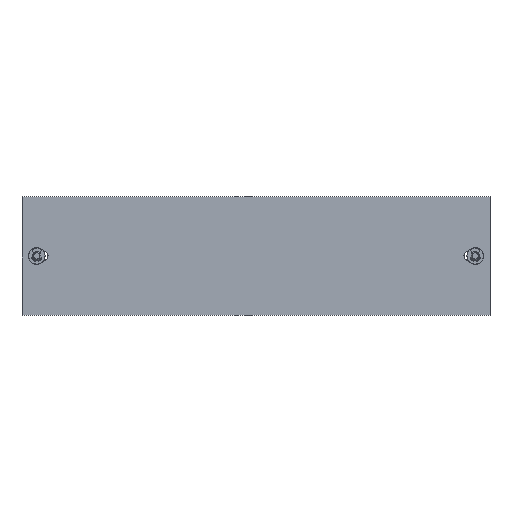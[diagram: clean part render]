
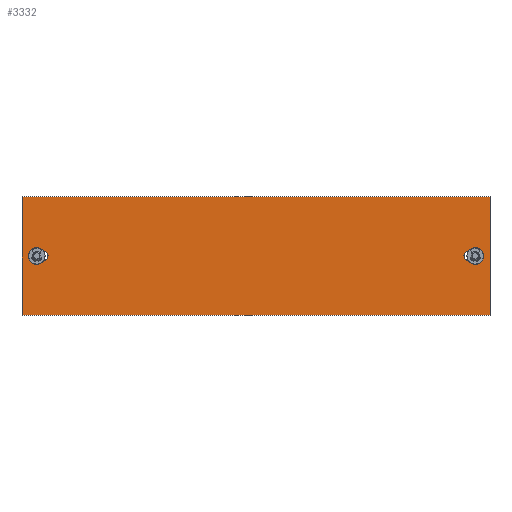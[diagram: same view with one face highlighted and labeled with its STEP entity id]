
A CAD part, top view. The second image highlights one B-rep face of the part: STEP entity #3332.
In plain terms, the highlighted planar face has unit normal (0, 0, 1).
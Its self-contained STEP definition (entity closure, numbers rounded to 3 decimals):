
#79=DIRECTION('',(1.,0.,0.));
#80=VECTOR('',#79,197.7);
#81=CARTESIAN_POINT('',(0.,0.,2.));
#82=LINE('',#81,#80);
#83=DIRECTION('',(0.,-1.,0.));
#84=VECTOR('',#83,50.);
#85=CARTESIAN_POINT('',(0.,50.,2.));
#86=LINE('',#85,#84);
#87=DIRECTION('',(-1.,0.,0.));
#88=VECTOR('',#87,197.7);
#89=CARTESIAN_POINT('',(197.7,50.,2.));
#90=LINE('',#89,#88);
#91=DIRECTION('',(0.,1.,0.));
#92=VECTOR('',#91,50.);
#93=CARTESIAN_POINT('',(197.7,0.,2.));
#94=LINE('',#93,#92);
#95=CARTESIAN_POINT('',(191.45,25.,2.));
#96=DIRECTION('',(0.,0.,1.));
#97=DIRECTION('',(1.,0.,0.));
#98=AXIS2_PLACEMENT_3D('',#95,#96,#97);
#100=CARTESIAN_POINT('',(188.7,25.,2.));
#101=DIRECTION('',(0.,0.,-1.));
#102=DIRECTION('',(-0.063,-0.998,0.));
#103=AXIS2_PLACEMENT_3D('',#100,#101,#102);
#105=CARTESIAN_POINT('',(191.45,25.,2.));
#106=DIRECTION('',(0.,0.,1.));
#107=DIRECTION('',(-0.821,-0.57,0.));
#108=AXIS2_PLACEMENT_3D('',#105,#106,#107);
#110=CARTESIAN_POINT('',(6.25,25.,2.));
#111=DIRECTION('',(0.,0.,1.));
#112=DIRECTION('',(0.821,0.57,0.));
#113=AXIS2_PLACEMENT_3D('',#110,#111,#112);
#115=CARTESIAN_POINT('',(6.25,25.,2.));
#116=DIRECTION('',(0.,0.,1.));
#117=DIRECTION('',(-1.,0.,0.));
#118=AXIS2_PLACEMENT_3D('',#115,#116,#117);
#120=CARTESIAN_POINT('',(9.,25.,2.));
#121=DIRECTION('',(0.,0.,-1.));
#122=DIRECTION('',(0.063,0.998,0.));
#123=AXIS2_PLACEMENT_3D('',#120,#121,#122);
#2721=CARTESIAN_POINT('',(0.,0.,2.));
#2722=CARTESIAN_POINT('',(197.7,0.,2.));
#2723=VERTEX_POINT('',#2721);
#2724=VERTEX_POINT('',#2722);
#2725=CARTESIAN_POINT('',(197.7,50.,2.));
#2726=VERTEX_POINT('',#2725);
#2727=CARTESIAN_POINT('',(0.,50.,2.));
#2728=VERTEX_POINT('',#2727);
#2795=CARTESIAN_POINT('',(194.95,25.,2.));
#2796=CARTESIAN_POINT('',(188.575,26.996,2.));
#2797=VERTEX_POINT('',#2795);
#2798=VERTEX_POINT('',#2796);
#2799=CARTESIAN_POINT('',(188.575,23.004,2.));
#2800=VERTEX_POINT('',#2799);
#2819=CARTESIAN_POINT('',(9.125,26.996,2.));
#2820=CARTESIAN_POINT('',(2.75,25.,2.));
#2821=VERTEX_POINT('',#2819);
#2822=VERTEX_POINT('',#2820);
#2823=CARTESIAN_POINT('',(9.125,23.004,2.));
#2824=VERTEX_POINT('',#2823);
#3305=CARTESIAN_POINT('',(0.,0.,2.));
#3306=DIRECTION('',(0.,0.,1.));
#3307=DIRECTION('',(1.,0.,0.));
#3308=AXIS2_PLACEMENT_3D('',#3305,#3306,#3307);
#3309=PLANE('',#3308);
#3310=ORIENTED_EDGE('',*,*,#3257,.F.);
#3311=ORIENTED_EDGE('',*,*,#3272,.F.);
#3312=ORIENTED_EDGE('',*,*,#3286,.F.);
#3313=ORIENTED_EDGE('',*,*,#3299,.F.);
#3314=EDGE_LOOP('',(#3310,#3311,#3312,#3313));
#3315=FACE_OUTER_BOUND('',#3314,.F.);
#3317=ORIENTED_EDGE('',*,*,#3316,.T.);
#3319=ORIENTED_EDGE('',*,*,#3318,.F.);
#3321=ORIENTED_EDGE('',*,*,#3320,.T.);
#3322=EDGE_LOOP('',(#3317,#3319,#3321));
#3323=FACE_BOUND('',#3322,.F.);
#3325=ORIENTED_EDGE('',*,*,#3324,.T.);
#3327=ORIENTED_EDGE('',*,*,#3326,.T.);
#3329=ORIENTED_EDGE('',*,*,#3328,.F.);
#3330=EDGE_LOOP('',(#3325,#3327,#3329));
#3331=FACE_BOUND('',#3330,.F.);
#3332=ADVANCED_FACE('',(#3315,#3323,#3331),#3309,.T.);
#99=CIRCLE('',#98,3.5);
#104=CIRCLE('',#103,2.);
#109=CIRCLE('',#108,3.5);
#114=CIRCLE('',#113,3.5);
#119=CIRCLE('',#118,3.5);
#124=CIRCLE('',#123,2.);
#3257=EDGE_CURVE('',#2723,#2724,#82,.T.);
#3272=EDGE_CURVE('',#2728,#2723,#86,.T.);
#3286=EDGE_CURVE('',#2726,#2728,#90,.T.);
#3299=EDGE_CURVE('',#2724,#2726,#94,.T.);
#3316=EDGE_CURVE('',#2797,#2798,#99,.T.);
#3318=EDGE_CURVE('',#2800,#2798,#104,.T.);
#3320=EDGE_CURVE('',#2800,#2797,#109,.T.);
#3324=EDGE_CURVE('',#2821,#2822,#114,.T.);
#3326=EDGE_CURVE('',#2822,#2824,#119,.T.);
#3328=EDGE_CURVE('',#2821,#2824,#124,.T.);
